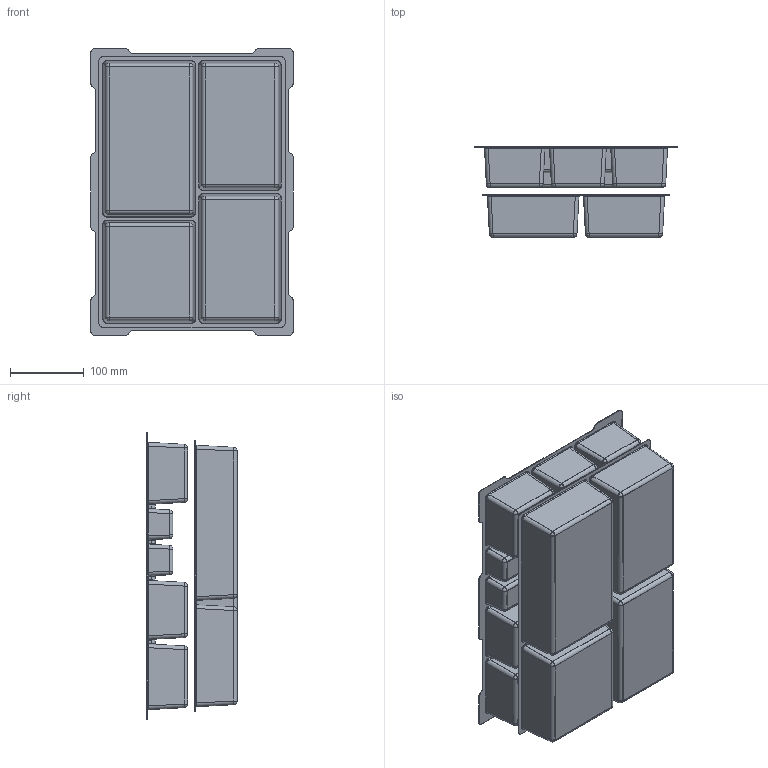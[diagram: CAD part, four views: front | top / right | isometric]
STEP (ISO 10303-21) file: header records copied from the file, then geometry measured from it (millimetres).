
FILE_DESCRIPTION((''),'2;1');
FILE_NAME('STORAGE_BOXES_ASM','2024-05-20T13:42:40',('bugav'),(''),'CREO PARAMETRIC BY PTC INC, 2019344','CREO PARAMETRIC BY PTC INC, 2019344','');
FILE_SCHEMA(('CONFIG_CONTROL_DESIGN','SHAPE_APPEARANCE_LAYERS_GROUPS'));
Products named in the file (3): TRAY_DRAWING_BOTTOM; TRAY_DRAWING_TOP; STORAGE_BOXES_ASM
Assembly tree (2 placements, depth 2):
  STORAGE_BOXES_ASM
    TRAY_DRAWING_BOTTOM
    TRAY_DRAWING_TOP
Bounding box: 274 x 122 x 388 mm (x, y, z)
Volume: 456531.7 mm3; surface area: 915640.5 mm2
Topology: 2 solids, 2 shells, 1138 faces, 2480 edges, 1360 vertices
Faces by surface type: cylinder 560, plane 226, bspline 176, sphere 176
Entity records: 52443 total; most frequent: CARTESIAN_POINT 21107, DIRECTION 5006, ORIENTED_EDGE 4960, PRESENTATION_STYLE_ASSIGNMENT 2482, STYLED_ITEM 2482, CURVE_STYLE 2480, EDGE_CURVE 2480, AXIS2_PLACEMENT_3D 1911
